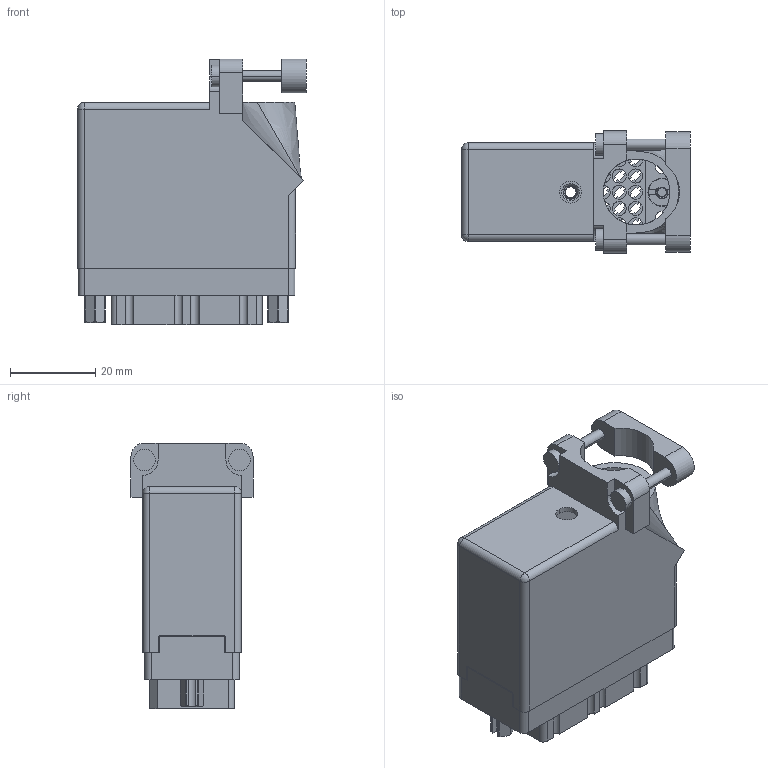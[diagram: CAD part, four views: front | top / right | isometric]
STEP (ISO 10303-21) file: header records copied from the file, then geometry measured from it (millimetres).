
FILE_DESCRIPTION (( 'STEP AP203' ), '1' );
FILE_NAME ('519-036-000-432.STEP', '2020-09-09T19:55:32', ( '' ), ( '' ), 'SwSTEP 2.0', 'SolidWorks 2020', '' );
FILE_SCHEMA (( 'CONFIG_CONTROL_DESIGN' ));
Length unit declared in the file: inch
Products named in the file (7): 516-230-001_Plastic - 038 Top Entry - Large Clamp; 516-221-038-102_039; 519-036-000-432; 519 Receptacle Insulator_036; 516-252-035-100_516-252-035-100; 516-221-038-102_038; 516-252-021-102_038
Assembly tree (7 placements, depth 2):
  519-036-000-432
    519 Receptacle Insulator_036
    516-252-035-100_516-252-035-100
    516-252-021-102_038  x2
    516-221-038-102_038
    516-221-038-102_039
    516-230-001_Plastic - 038 Top Entry - Large Clamp
Bounding box: 53.62 x 28.57 x 62.26 mm (x, y, z)
Volume: 22926.7 mm3; surface area: 29780.8 mm2
Topology: 7 solids, 7 shells, 1148 faces, 3293 edges, 2178 vertices
Faces by surface type: plane 714, cylinder 351, cone 44, bspline 37, sphere 2
Entity records: 43847 total; most frequent: CARTESIAN_POINT 13531, ORIENTED_EDGE 6394, DIRECTION 5976, EDGE_CURVE 3197, VECTOR 2174, LINE 2174, VERTEX_POINT 2118, AXIS2_PLACEMENT_3D 1901
